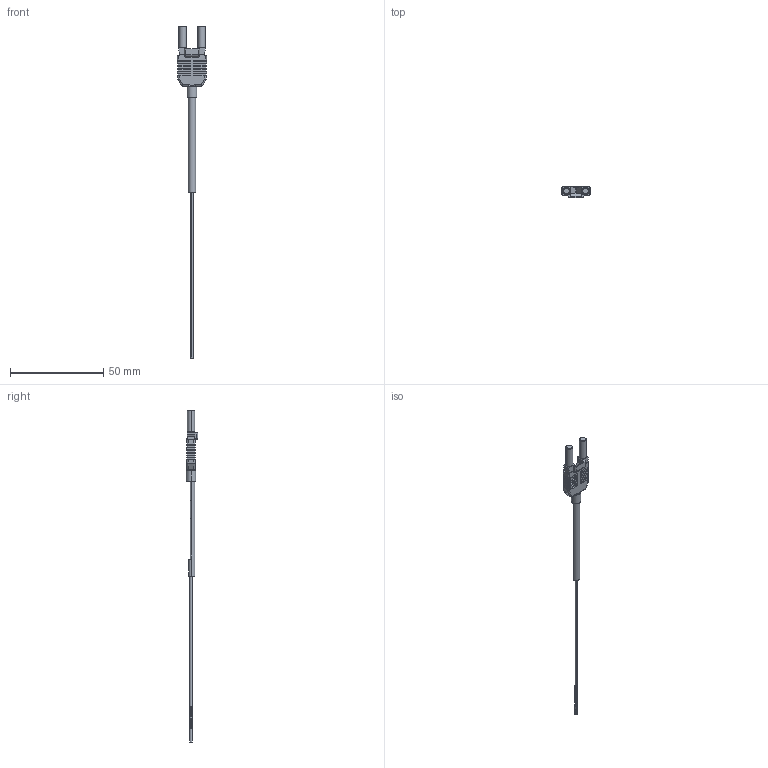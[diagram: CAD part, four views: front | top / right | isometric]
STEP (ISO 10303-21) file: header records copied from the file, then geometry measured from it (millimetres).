
FILE_DESCRIPTION((''),'2;1');
FILE_NAME('192777_ASM','2016-02-09T',('pdmadmin'),(''),'PRO/ENGINEER BY PARAMETRIC TECHNOLOGY CORPORATION, 2013230','PRO/ENGINEER BY PARAMETRIC TECHNOLOGY CORPORATION, 2013230','');
FILE_SCHEMA(('CONFIG_CONTROL_DESIGN'));
Length unit declared in the file: inch
Products named in the file (9): 14651; 11699_ASSEM; 10141; 13798; 13970_AF0; 36155_AF0; FIBER_CORE_020_X_; 37984_ASM; 192777_ASM
Assembly tree (10 placements, depth 3):
  192777_ASM
    37984_ASM
      14651
      11699_ASSEM
      10141  x2
      13798
      13970_AF0
      36155_AF0
      FIBER_CORE_020_X_  x2
Bounding box: 15.57 x 6.12 x 178.15 mm (x, y, z)
Volume: 357.2 mm3; surface area: 3527.3 mm2
Topology: 8 solids, 11 shells, 281 faces, 764 edges, 484 vertices
Faces by surface type: plane 162, cylinder 85, sphere 14, bspline 10, cone 10
Entity records: 9065 total; most frequent: CARTESIAN_POINT 2054, DIRECTION 1468, ORIENTED_EDGE 1414, EDGE_CURVE 714, AXIS2_PLACEMENT_3D 490, VECTOR 488, LINE 488, VERTEX_POINT 464
